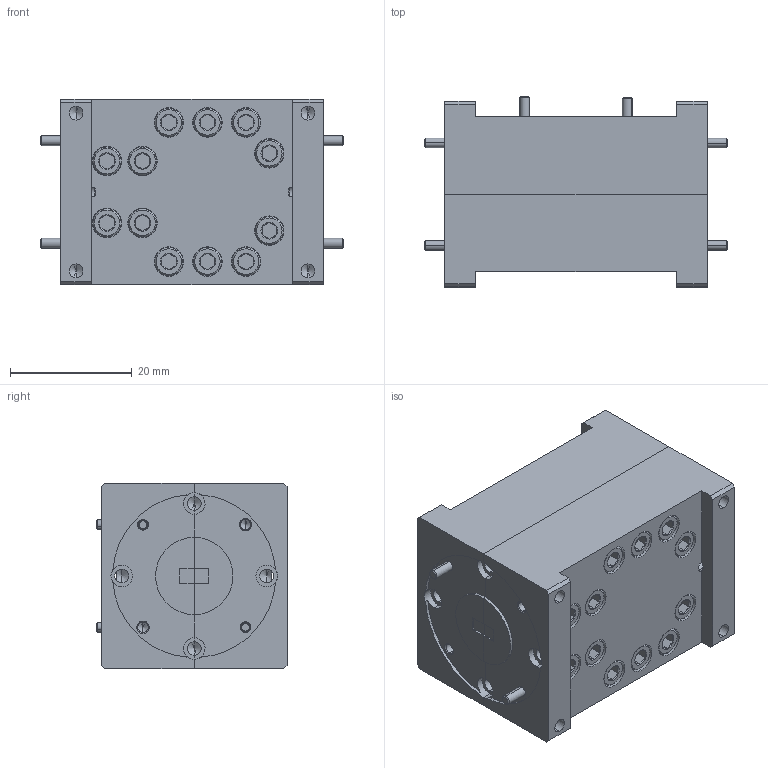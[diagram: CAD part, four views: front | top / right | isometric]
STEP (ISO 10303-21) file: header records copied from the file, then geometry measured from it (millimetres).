
FILE_DESCRIPTION (( 'STEP AP203' ), '1' );
FILE_NAME ('SAT-FU-18819-S1,df.STEP', '2019-06-28T20:54:48', ( '' ), ( '' ), 'SwSTEP 2.0', 'SolidWorks 2016', '' );
FILE_SCHEMA (( 'CONFIG_CONTROL_DESIGN' ));
Length unit declared in the file: inch
Products named in the file (1): SAT-FU-18819-S1,df
Bounding box: 49.74 x 31.22 x 30.48 mm (x, y, z)
Volume: 32759.5 mm3; surface area: 13623.8 mm2
Topology: 20 solids, 20 shells, 682 faces, 1553 edges, 906 vertices
Faces by surface type: cone 244, cylinder 219, plane 219
Entity records: 19016 total; most frequent: CARTESIAN_POINT 3622, DIRECTION 3417, ORIENTED_EDGE 2978, EDGE_CURVE 1489, AXIS2_PLACEMENT_3D 1333, VERTEX_POINT 906, EDGE_LOOP 773, LINE 751
